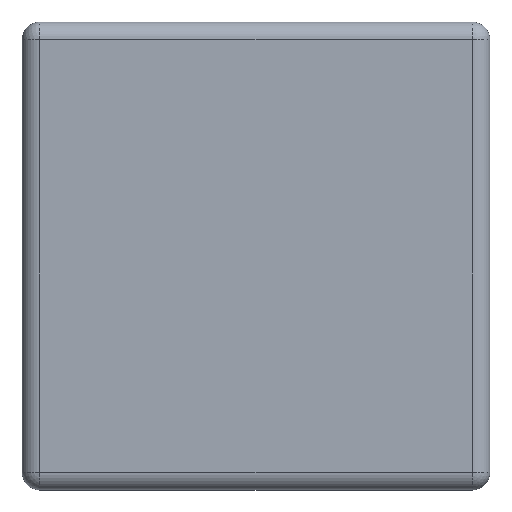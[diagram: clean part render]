
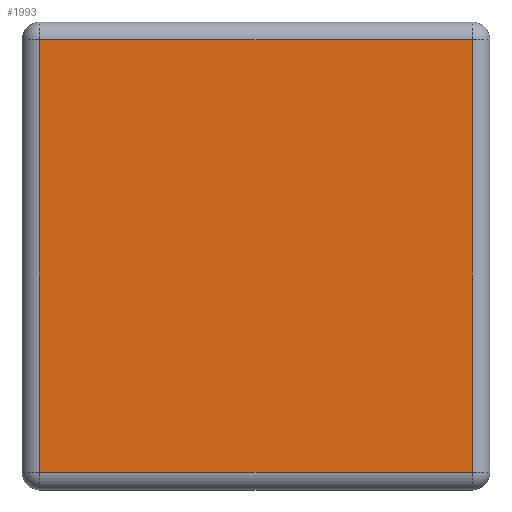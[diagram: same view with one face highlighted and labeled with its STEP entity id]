
A CAD part, top view. The second image highlights one B-rep face of the part: STEP entity #1993.
In plain terms, the highlighted planar face has unit normal (0, 0, 1).
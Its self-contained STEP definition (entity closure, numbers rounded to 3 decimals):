
#98=PLANE('',#2167);
#180=FACE_OUTER_BOUND('',#295,.T.);
#295=EDGE_LOOP('',(#1508,#1509,#1510,#1511));
#448=LINE('',#3180,#627);
#452=LINE('',#3193,#631);
#454=LINE('',#3196,#633);
#456=LINE('',#3199,#635);
#627=VECTOR('',#2492,10.);
#631=VECTOR('',#2508,10.);
#633=VECTOR('',#2512,10.);
#635=VECTOR('',#2516,10.);
#894=VERTEX_POINT('',#3151);
#897=VERTEX_POINT('',#3161);
#900=VERTEX_POINT('',#3171);
#903=VERTEX_POINT('',#3184);
#1128=EDGE_CURVE('',#894,#900,#448,.T.);
#1135=EDGE_CURVE('',#900,#903,#452,.T.);
#1137=EDGE_CURVE('',#903,#897,#454,.T.);
#1139=EDGE_CURVE('',#897,#894,#456,.T.);
#1508=ORIENTED_EDGE('',*,*,#1128,.F.);
#1509=ORIENTED_EDGE('',*,*,#1139,.F.);
#1510=ORIENTED_EDGE('',*,*,#1137,.F.);
#1511=ORIENTED_EDGE('',*,*,#1135,.F.);
#1993=ADVANCED_FACE('',(#180),#98,.T.);
#2167=AXIS2_PLACEMENT_3D('',#3203,#2522,#2523);
#2492=DIRECTION('',(0.,-1.,0.));
#2508=DIRECTION('',(-1.,0.,0.));
#2512=DIRECTION('',(0.,1.,0.));
#2516=DIRECTION('',(1.,0.,0.));
#2522=DIRECTION('center_axis',(0.,0.,1.));
#2523=DIRECTION('ref_axis',(1.,0.,0.));
#3151=CARTESIAN_POINT('',(37.,37.,4.));
#3161=CARTESIAN_POINT('',(-37.,37.,4.));
#3171=CARTESIAN_POINT('',(37.,-37.,4.));
#3180=CARTESIAN_POINT('',(37.,-20.,4.));
#3184=CARTESIAN_POINT('',(-37.,-37.,4.));
#3193=CARTESIAN_POINT('',(-20.,-37.,4.));
#3196=CARTESIAN_POINT('',(-37.,20.,4.));
#3199=CARTESIAN_POINT('',(20.,37.,4.));
#3203=CARTESIAN_POINT('Origin',(0.,0.,4.));
